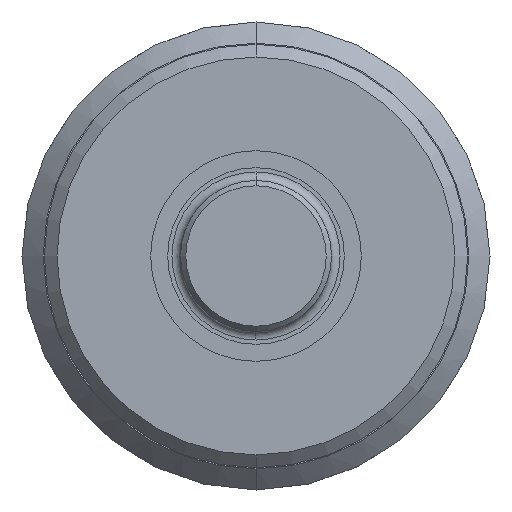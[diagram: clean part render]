
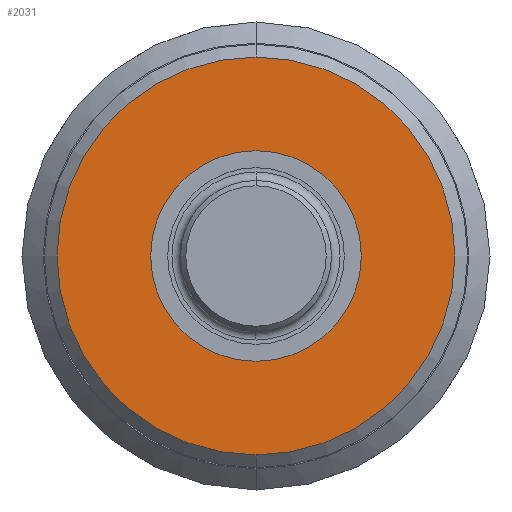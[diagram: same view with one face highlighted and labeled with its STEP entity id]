
A CAD part, front view. The second image highlights one B-rep face of the part: STEP entity #2031.
In plain terms, the highlighted planar face has unit normal (0, -1, 0).
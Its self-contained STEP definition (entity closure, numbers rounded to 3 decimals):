
#54=CARTESIAN_POINT('',(0.,-4.79,0.));
#55=DIRECTION('',(0.,1.,0.));
#56=DIRECTION('',(0.,0.,-1.));
#57=AXIS2_PLACEMENT_3D('',#54,#55,#56);
#59=CARTESIAN_POINT('',(0.,-4.79,0.));
#60=DIRECTION('',(0.,1.,0.));
#61=DIRECTION('',(0.,0.,1.));
#62=AXIS2_PLACEMENT_3D('',#59,#60,#61);
#64=CARTESIAN_POINT('',(0.,-4.79,0.));
#65=DIRECTION('',(0.,1.,0.));
#66=DIRECTION('',(0.,0.,-1.));
#67=AXIS2_PLACEMENT_3D('',#64,#65,#66);
#73=CARTESIAN_POINT('',(0.,-4.79,0.));
#74=DIRECTION('',(0.,-1.,0.));
#75=DIRECTION('',(0.,0.,-1.));
#76=AXIS2_PLACEMENT_3D('',#73,#74,#75);
#1685=CARTESIAN_POINT('',(0.,-4.79,-4.675));
#1687=VERTEX_POINT('',#1685);
#1705=CARTESIAN_POINT('',(0.,-4.79,4.675));
#1707=VERTEX_POINT('',#1705);
#1741=CARTESIAN_POINT('',(0.,-4.79,-2.475));
#1742=CARTESIAN_POINT('',(0.,-4.79,2.475));
#1743=VERTEX_POINT('',#1741);
#1744=VERTEX_POINT('',#1742);
#2014=CARTESIAN_POINT('',(0.,-4.79,0.));
#2015=DIRECTION('',(0.,1.,0.));
#2016=DIRECTION('',(0.,0.,-1.));
#2017=AXIS2_PLACEMENT_3D('',#2014,#2015,#2016);
#2018=PLANE('',#2017);
#2020=ORIENTED_EDGE('',*,*,#2019,.T.);
#2022=ORIENTED_EDGE('',*,*,#2021,.F.);
#2023=EDGE_LOOP('',(#2020,#2022));
#2024=FACE_OUTER_BOUND('',#2023,.F.);
#2026=ORIENTED_EDGE('',*,*,#2025,.F.);
#2028=ORIENTED_EDGE('',*,*,#2027,.F.);
#2029=EDGE_LOOP('',(#2026,#2028));
#2030=FACE_BOUND('',#2029,.F.);
#58=CIRCLE('',#57,2.475);
#63=CIRCLE('',#62,2.475);
#68=CIRCLE('',#67,4.675);
#77=CIRCLE('',#76,4.675);
#2019=EDGE_CURVE('',#1687,#1707,#68,.T.);
#2021=EDGE_CURVE('',#1687,#1707,#77,.T.);
#2025=EDGE_CURVE('',#1743,#1744,#58,.T.);
#2027=EDGE_CURVE('',#1744,#1743,#63,.T.);
#2031=ADVANCED_FACE('',(#2024,#2030),#2018,.F.);
